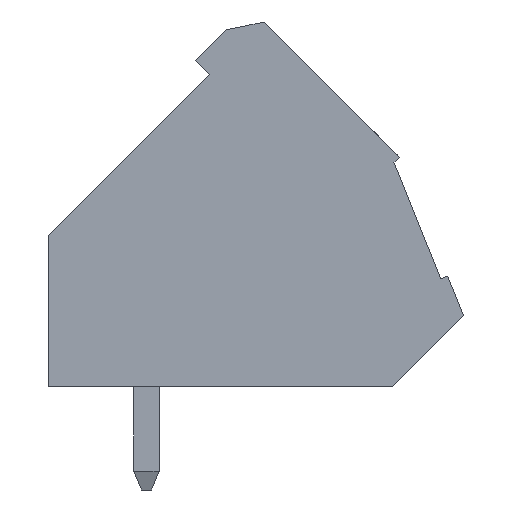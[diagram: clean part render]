
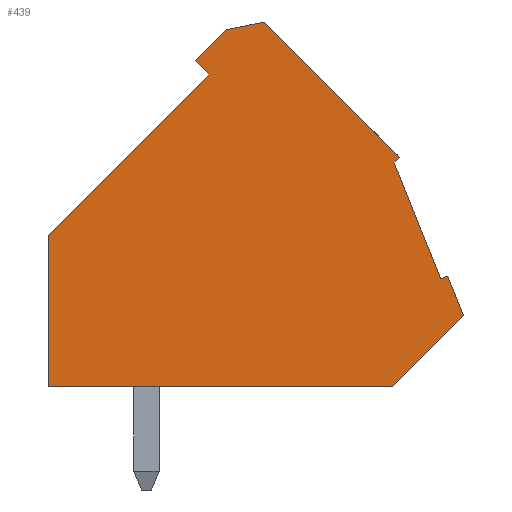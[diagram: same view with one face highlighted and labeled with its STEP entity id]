
A CAD part, left-side view. The second image highlights one B-rep face of the part: STEP entity #439.
In plain terms, the highlighted planar face has unit normal (-1, 0, 0).
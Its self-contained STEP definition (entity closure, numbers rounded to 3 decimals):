
#439 = ADVANCED_FACE( '', ( #969 ), #970, .F. );
#969 = FACE_OUTER_BOUND( '', #1613, .T. );
#970 = PLANE( '', #1614 );
#1613 = EDGE_LOOP( '', ( #2699, #2700, #2701, #2702, #2703, #2704, #2705, #2706, #2707, #2708, #2709, #2710 ) );
#1614 = AXIS2_PLACEMENT_3D( '', #2711, #2712, #2713 );
#2699 = ORIENTED_EDGE( '', *, *, #4402, .F. );
#2700 = ORIENTED_EDGE( '', *, *, #4352, .F. );
#2701 = ORIENTED_EDGE( '', *, *, #4268, .F. );
#2702 = ORIENTED_EDGE( '', *, *, #4403, .F. );
#2703 = ORIENTED_EDGE( '', *, *, #4114, .F. );
#2704 = ORIENTED_EDGE( '', *, *, #4338, .F. );
#2705 = ORIENTED_EDGE( '', *, *, #4213, .F. );
#2706 = ORIENTED_EDGE( '', *, *, #4404, .F. );
#2707 = ORIENTED_EDGE( '', *, *, #4405, .F. );
#2708 = ORIENTED_EDGE( '', *, *, #4356, .F. );
#2709 = ORIENTED_EDGE( '', *, *, #4406, .F. );
#2710 = ORIENTED_EDGE( '', *, *, #4407, .F. );
#2711 = CARTESIAN_POINT( '', ( -10.86, 0., 0. ) );
#2712 = DIRECTION( '', ( 1., 0., 0. ) );
#2713 = DIRECTION( '', ( 0., 0., -1. ) );
#4114 = EDGE_CURVE( '', #4981, #4982, #4983, .T. );
#4213 = EDGE_CURVE( '', #5150, #5146, #5152, .T. );
#4268 = EDGE_CURVE( '', #5243, #5244, #5245, .T. );
#4338 = EDGE_CURVE( '', #5146, #4981, #5360, .T. );
#4352 = EDGE_CURVE( '', #5244, #5382, #5383, .T. );
#4356 = EDGE_CURVE( '', #5388, #5389, #5390, .T. );
#4402 = EDGE_CURVE( '', #5382, #5456, #5457, .T. );
#4403 = EDGE_CURVE( '', #4982, #5243, #5458, .T. );
#4404 = EDGE_CURVE( '', #5459, #5150, #5460, .T. );
#4405 = EDGE_CURVE( '', #5389, #5459, #5461, .T. );
#4406 = EDGE_CURVE( '', #5462, #5388, #5463, .T. );
#4407 = EDGE_CURVE( '', #5456, #5462, #5464, .T. );
#4981 = VERTEX_POINT( '', #6210 );
#4982 = VERTEX_POINT( '', #6211 );
#4983 = LINE( '', #6212, #6213 );
#5146 = VERTEX_POINT( '', #6448 );
#5150 = VERTEX_POINT( '', #6454 );
#5152 = LINE( '', #6457, #6458 );
#5243 = VERTEX_POINT( '', #6595 );
#5244 = VERTEX_POINT( '', #6596 );
#5245 = LINE( '', #6597, #6598 );
#5360 = LINE( '', #6774, #6775 );
#5382 = VERTEX_POINT( '', #6806 );
#5383 = LINE( '', #6807, #6808 );
#5388 = VERTEX_POINT( '', #6815 );
#5389 = VERTEX_POINT( '', #6816 );
#5390 = LINE( '', #6817, #6818 );
#5456 = VERTEX_POINT( '', #6918 );
#5457 = LINE( '', #6919, #6920 );
#5458 = LINE( '', #6921, #6922 );
#5459 = VERTEX_POINT( '', #6923 );
#5460 = LINE( '', #6924, #6925 );
#5461 = LINE( '', #6926, #6927 );
#5462 = VERTEX_POINT( '', #6928 );
#5463 = LINE( '', #6929, #6930 );
#5464 = LINE( '', #6931, #6932 );
#6210 = CARTESIAN_POINT( '', ( -10.86, -7.109, 6.126 ) );
#6211 = CARTESIAN_POINT( '', ( -10.86, -6.897, 5.914 ) );
#6212 = CARTESIAN_POINT( '', ( -10.86, -7.109, 6.126 ) );
#6213 = VECTOR( '', #7792, 1000. );
#6448 = CARTESIAN_POINT( '', ( -10.86, -1.735, 11.5 ) );
#6454 = CARTESIAN_POINT( '', ( -10.86, -0.215, 11.182 ) );
#6457 = CARTESIAN_POINT( '', ( -10.86, -0.215, 11.182 ) );
#6458 = VECTOR( '', #7883, 1000. );
#6595 = CARTESIAN_POINT( '', ( -10.86, -8.752, 1.294 ) );
#6596 = CARTESIAN_POINT( '', ( -10.86, -9.031, 1.406 ) );
#6597 = CARTESIAN_POINT( '', ( -10.86, -8.752, 1.294 ) );
#6598 = VECTOR( '', #7930, 1000. );
#6774 = CARTESIAN_POINT( '', ( -10.86, -1.735, 11.5 ) );
#6775 = VECTOR( '', #7998, 1000. );
#6806 = CARTESIAN_POINT( '', ( -10.86, -9.664, -0.172 ) );
#6807 = CARTESIAN_POINT( '', ( -10.86, -9.031, 1.406 ) );
#6808 = VECTOR( '', #8017, 1000. );
#6815 = CARTESIAN_POINT( '', ( -10.86, 6.836, 3. ) );
#6816 = CARTESIAN_POINT( '', ( -10.86, 0.422, 9.414 ) );
#6817 = CARTESIAN_POINT( '', ( -10.86, 6.836, 3. ) );
#6818 = VECTOR( '', #8020, 1000. );
#6918 = CARTESIAN_POINT( '', ( -10.86, -6.836, -3. ) );
#6919 = CARTESIAN_POINT( '', ( -10.86, -9.664, -0.172 ) );
#6920 = VECTOR( '', #8055, 1000. );
#6921 = CARTESIAN_POINT( '', ( -10.86, -6.897, 5.914 ) );
#6922 = VECTOR( '', #8056, 1000. );
#6923 = CARTESIAN_POINT( '', ( -10.86, 0.987, 9.98 ) );
#6924 = CARTESIAN_POINT( '', ( -10.86, 0.987, 9.98 ) );
#6925 = VECTOR( '', #8057, 1000. );
#6926 = CARTESIAN_POINT( '', ( -10.86, 0.422, 9.414 ) );
#6927 = VECTOR( '', #8058, 1000. );
#6928 = CARTESIAN_POINT( '', ( -10.86, 6.836, -3. ) );
#6929 = CARTESIAN_POINT( '', ( -10.86, 6.836, -3. ) );
#6930 = VECTOR( '', #8059, 1000. );
#6931 = CARTESIAN_POINT( '', ( -10.86, -6.836, -3. ) );
#6932 = VECTOR( '', #8060, 1000. );
#7792 = DIRECTION( '', ( 0., 0.707, -0.707 ) );
#7883 = DIRECTION( '', ( 0., -0.979, 0.205 ) );
#7930 = DIRECTION( '', ( 0., -0.928, 0.373 ) );
#7998 = DIRECTION( '', ( 0., -0.707, -0.707 ) );
#8017 = DIRECTION( '', ( 0., -0.373, -0.928 ) );
#8020 = DIRECTION( '', ( 0., -0.707, 0.707 ) );
#8055 = DIRECTION( '', ( 0., 0.707, -0.707 ) );
#8056 = DIRECTION( '', ( 0., -0.373, -0.928 ) );
#8057 = DIRECTION( '', ( 0., -0.707, 0.707 ) );
#8058 = DIRECTION( '', ( 0., 0.707, 0.707 ) );
#8059 = DIRECTION( '', ( 0., 0., 1. ) );
#8060 = DIRECTION( '', ( 0., 1., 0. ) );
